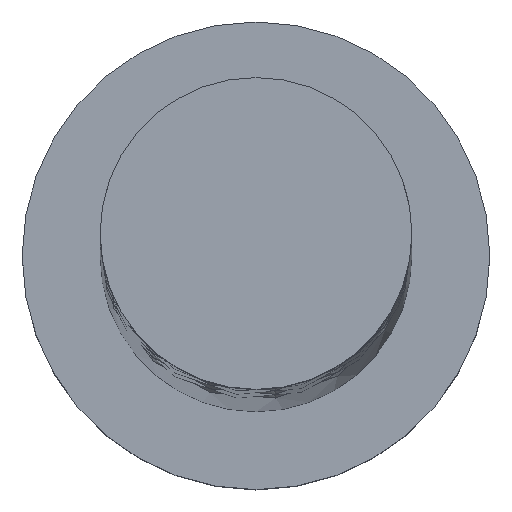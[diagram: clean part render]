
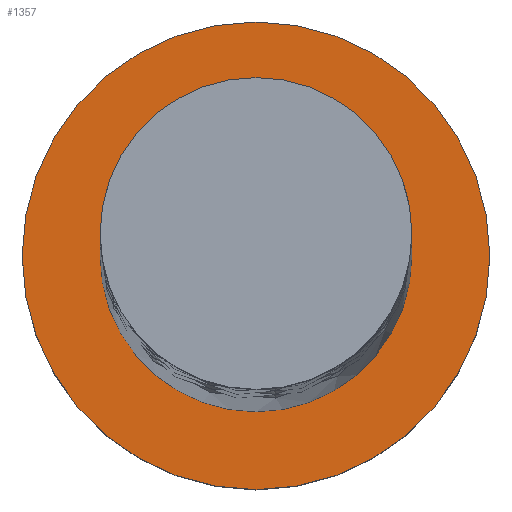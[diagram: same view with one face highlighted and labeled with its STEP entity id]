
A CAD part, top view. The second image highlights one B-rep face of the part: STEP entity #1357.
In plain terms, the highlighted planar face has unit normal (0, 0, 1).
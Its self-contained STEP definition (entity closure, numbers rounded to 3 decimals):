
#105 = EDGE_CURVE ( 'NONE', #401, #749, #1858, .T. ) ;
#126 = CARTESIAN_POINT ( 'NONE',  ( -6., 0., 7. ) ) ;
#176 = EDGE_CURVE ( 'NONE', #1545, #1126, #1456, .T. ) ;
#196 = AXIS2_PLACEMENT_3D ( 'NONE', #718, #1867, #2013 ) ;
#227 = AXIS2_PLACEMENT_3D ( 'NONE', #823, #1796, #966 ) ;
#240 = ORIENTED_EDGE ( 'NONE', *, *, #1079, .F. ) ;
#367 = CARTESIAN_POINT ( 'NONE',  ( 0., 0., 7. ) ) ;
#401 = VERTEX_POINT ( 'NONE', #884 ) ;
#478 = DIRECTION ( 'NONE',  ( 1., 0., 0. ) ) ;
#537 = AXIS2_PLACEMENT_3D ( 'NONE', #669, #643, #1299 ) ;
#573 = FACE_OUTER_BOUND ( 'NONE', #761, .T. ) ;
#600 = DIRECTION ( 'NONE',  ( 1., 0., 0. ) ) ;
#643 = DIRECTION ( 'NONE',  ( 0., 0., 1. ) ) ;
#669 = CARTESIAN_POINT ( 'NONE',  ( 0., 0., 7. ) ) ;
#718 = CARTESIAN_POINT ( 'NONE',  ( 0., 0., 7. ) ) ;
#749 = VERTEX_POINT ( 'NONE', #2084 ) ;
#761 = EDGE_LOOP ( 'NONE', ( #1614, #1705 ) ) ;
#786 = EDGE_LOOP ( 'NONE', ( #994, #240 ) ) ;
#812 = CIRCLE ( 'NONE', #537, 6. ) ;
#823 = CARTESIAN_POINT ( 'NONE',  ( 0., 0., 7. ) ) ;
#884 = CARTESIAN_POINT ( 'NONE',  ( -9., 0., 7. ) ) ;
#966 = DIRECTION ( 'NONE',  ( 1., 0., 0. ) ) ;
#994 = ORIENTED_EDGE ( 'NONE', *, *, #176, .F. ) ;
#1079 = EDGE_CURVE ( 'NONE', #1126, #1545, #812, .T. ) ;
#1126 = VERTEX_POINT ( 'NONE', #1141 ) ;
#1141 = CARTESIAN_POINT ( 'NONE',  ( 6., 0., 7. ) ) ;
#1221 = FACE_BOUND ( 'NONE', #786, .T. ) ;
#1299 = DIRECTION ( 'NONE',  ( 1., 0., 0. ) ) ;
#1325 = AXIS2_PLACEMENT_3D ( 'NONE', #2085, #1421, #600 ) ;
#1357 = ADVANCED_FACE ( 'NONE', ( #1221, #573 ), #1871, .T. ) ;
#1363 = CIRCLE ( 'NONE', #196, 9. ) ;
#1421 = DIRECTION ( 'NONE',  ( 0., 0., 1. ) ) ;
#1424 = AXIS2_PLACEMENT_3D ( 'NONE', #367, #1987, #478 ) ;
#1456 = CIRCLE ( 'NONE', #1424, 6. ) ;
#1545 = VERTEX_POINT ( 'NONE', #126 ) ;
#1614 = ORIENTED_EDGE ( 'NONE', *, *, #105, .T. ) ;
#1705 = ORIENTED_EDGE ( 'NONE', *, *, #1706, .T. ) ;
#1706 = EDGE_CURVE ( 'NONE', #749, #401, #1363, .T. ) ;
#1796 = DIRECTION ( 'NONE',  ( 0., 0., 1. ) ) ;
#1858 = CIRCLE ( 'NONE', #227, 9. ) ;
#1867 = DIRECTION ( 'NONE',  ( 0., 0., 1. ) ) ;
#1871 = PLANE ( 'NONE',  #1325 ) ;
#1987 = DIRECTION ( 'NONE',  ( 0., 0., 1. ) ) ;
#2013 = DIRECTION ( 'NONE',  ( 1., 0., 0. ) ) ;
#2084 = CARTESIAN_POINT ( 'NONE',  ( 9., 0., 7. ) ) ;
#2085 = CARTESIAN_POINT ( 'NONE',  ( 0., 0., 7. ) ) ;
